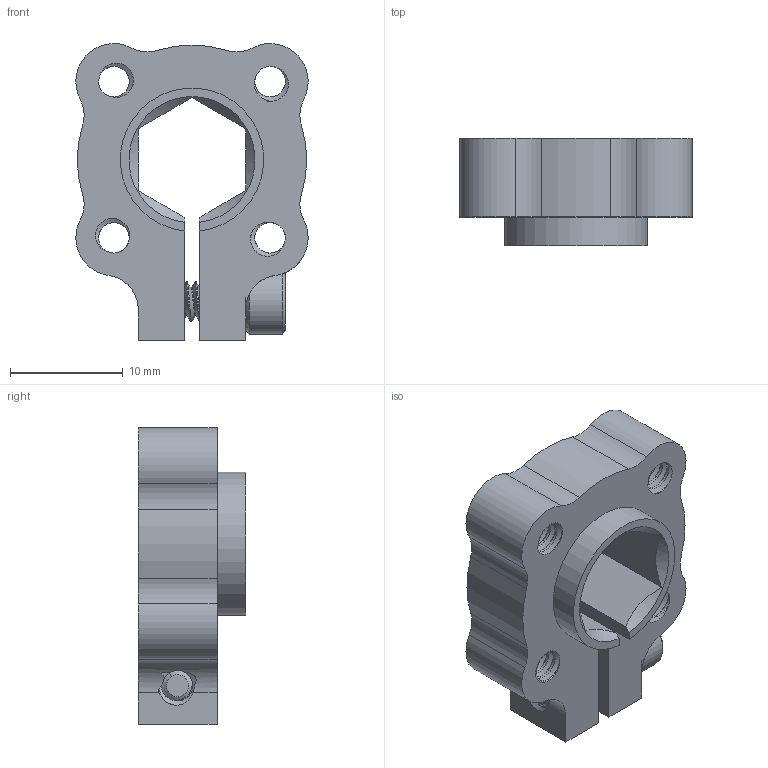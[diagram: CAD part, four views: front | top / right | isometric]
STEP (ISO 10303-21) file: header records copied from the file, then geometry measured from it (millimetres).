
FILE_DESCRIPTION (( 'STEP AP203' ), '1' );
FILE_NAME ('545672 assembly.STEP', '2016-08-18T16:35:01', ( '' ), ( '' ), 'SwSTEP 2.0', 'SolidWorks 2014', '' );
FILE_SCHEMA (( 'CONFIG_CONTROL_DESIGN' ));
Length unit declared in the file: inch
Products named in the file (3): 632110_90128A121; 545672 assembly; 545672
Assembly tree (2 placements, depth 2):
  545672 assembly
    545672
    632110_90128A121
Bounding box: 20.57 x 9.53 x 26.29 mm (x, y, z)
Volume: 2486.8 mm3; surface area: 2599.6 mm2
Topology: 2 solids, 2 shells, 305 faces, 883 edges, 583 vertices
Faces by surface type: cylinder 250, plane 26, cone 16, bspline 13
Entity records: 18494 total; most frequent: CARTESIAN_POINT 11547, ORIENTED_EDGE 1766, DIRECTION 1064, EDGE_CURVE 883, VERTEX_POINT 583, AXIS2_PLACEMENT_3D 389, EDGE_LOOP 318, ADVANCED_FACE 305
